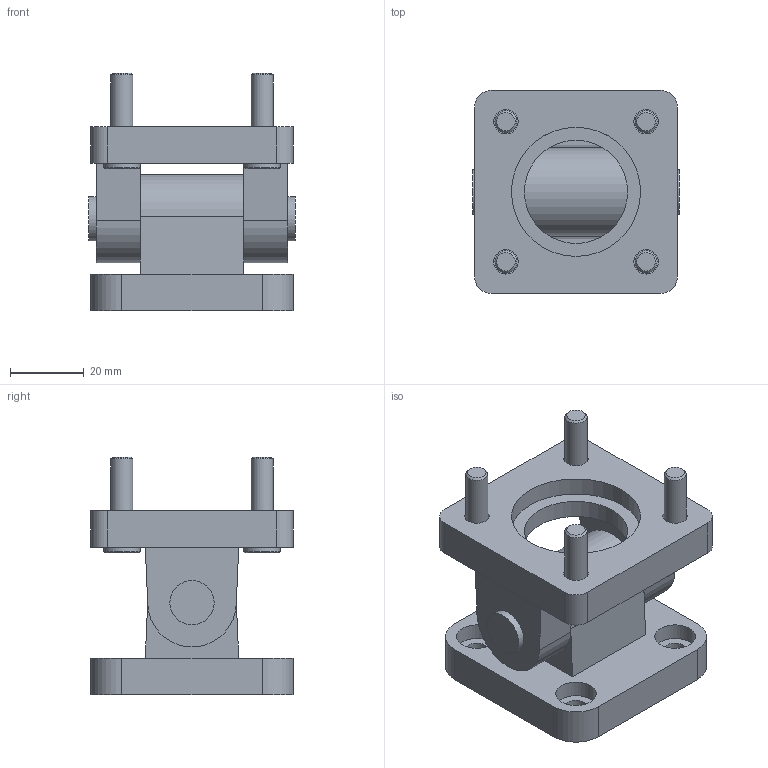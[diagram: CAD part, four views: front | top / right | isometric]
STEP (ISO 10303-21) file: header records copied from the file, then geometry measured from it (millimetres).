
FILE_DESCRIPTION (( 'STEP AP214' ), '1' );
FILE_NAME ('RK-SCR2-P07.STEP', '2025-05-12T17:08:16', ( '' ), ( '' ), 'SwSTEP 2.0', 'SolidWorks 2023', '' );
FILE_SCHEMA (( 'AUTOMOTIVE_DESIGN' ));
Length unit declared in the file: millimetre
Products named in the file (2): RK-SCR2-P07; 1320.40.22F
Assembly tree (1 placements, depth 2):
  RK-SCR2-P07
    1320.40.22F
Bounding box: 56 x 55 x 64.5 mm (x, y, z)
Volume: 77410.7 mm3; surface area: 28645.6 mm2
Topology: 6 solids, 6 shells, 154 faces, 301 edges, 180 vertices
Faces by surface type: plane 66, cone 36, bspline 30, cylinder 22
Full cylindrical faces by diameter (mm): 6 x4, 10 x4, 12 x3
Entity records: 5980 total; most frequent: CARTESIAN_POINT 1228, DIRECTION 610, ORIENTED_EDGE 514, EDGE_CURVE 257, AXIS2_PLACEMENT_3D 249, EDGE_LOOP 240, FACE_OUTER_BOUND 185, VERTEX_POINT 179
